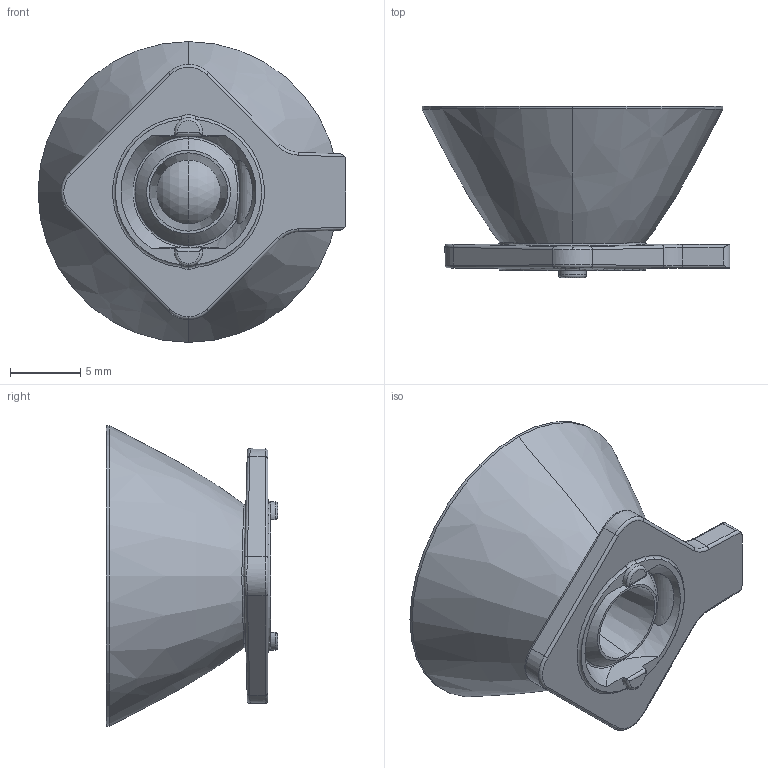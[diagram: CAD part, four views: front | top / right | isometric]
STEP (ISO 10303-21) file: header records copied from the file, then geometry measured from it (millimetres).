
FILE_DESCRIPTION (( 'STEP AP214' ), '1' );
FILE_NAME ('ﾋ竟鈞 ﾀﾌﾒ-ﾍﾂ-D21-3535-13 vz.STEP', '2022-07-20T08:05:56', ( '' ), ( '' ), 'SwSTEP 2.0', 'SolidWorks 2019', '' );
FILE_SCHEMA (( 'AUTOMOTIVE_DESIGN' ));
Length unit declared in the file: millimetre
Products named in the file (1): ﾋ竟鈞 ﾀﾌﾒ-ﾍﾂ-D21-3535-13 vz
Bounding box: 21.9 x 12.2 x 21.4 mm (x, y, z)
Volume: 2282.4 mm3; surface area: 1506.6 mm2
Topology: 1 solids, 1 shells, 89 faces, 212 edges, 128 vertices
Faces by surface type: cylinder 24, torus 20, plane 19, bspline 13, cone 11, sphere 2
Entity records: 3338 total; most frequent: CARTESIAN_POINT 1377, ORIENTED_EDGE 424, DIRECTION 391, EDGE_CURVE 212, AXIS2_PLACEMENT_3D 166, VERTEX_POINT 128, EDGE_LOOP 92, CIRCLE 89
